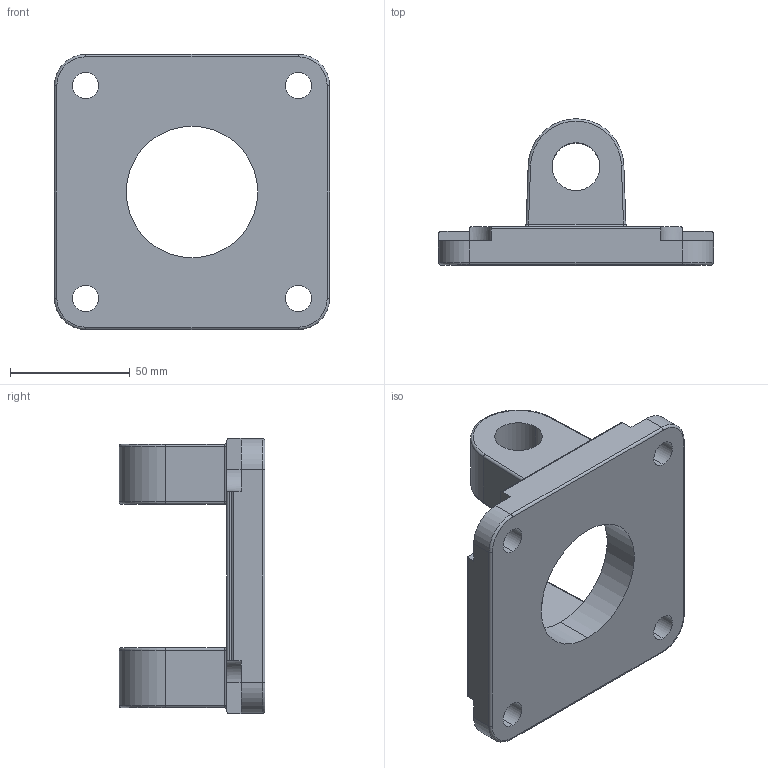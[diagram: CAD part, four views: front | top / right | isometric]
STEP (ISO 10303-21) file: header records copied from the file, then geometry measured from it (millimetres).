
FILE_DESCRIPTION (( 'STEP AP203' ), '1' );
FILE_NAME ('IN17-100.STEP', '2015-09-17T09:27:42', ( 'utente11' ), ( '' ), 'SwSTEP 2.0', 'SolidWorks 2015', '' );
FILE_SCHEMA (( 'CONFIG_CONTROL_DESIGN' ));
Length unit declared in the file: millimetre
Products named in the file (1): IN17-100
Bounding box: 115 x 61 x 115 mm (x, y, z)
Volume: 220048 mm3; surface area: 43102 mm2
Topology: 1 solids, 1 shells, 96 faces, 240 edges, 148 vertices
Faces by surface type: cylinder 50, plane 30, torus 8, bspline 8
Entity records: 3181 total; most frequent: CARTESIAN_POINT 797, DIRECTION 494, ORIENTED_EDGE 480, EDGE_CURVE 240, AXIS2_PLACEMENT_3D 185, VERTEX_POINT 148, VECTOR 124, LINE 124
